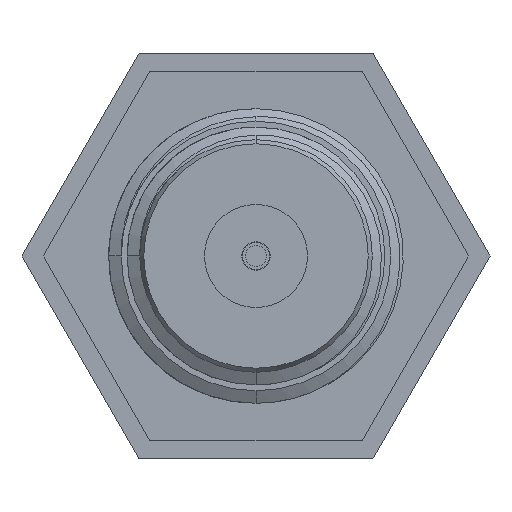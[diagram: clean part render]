
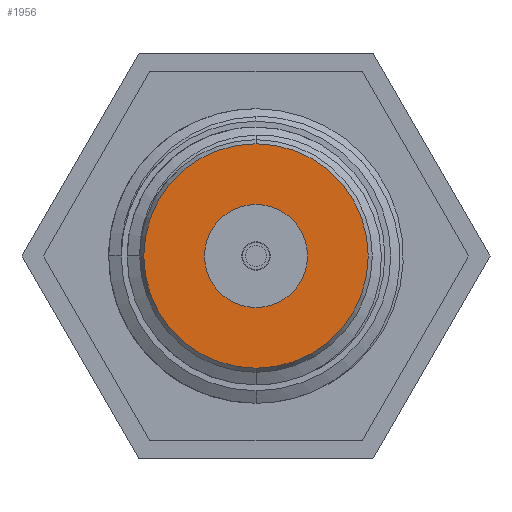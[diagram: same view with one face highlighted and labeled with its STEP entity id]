
A CAD part, left-side view. The second image highlights one B-rep face of the part: STEP entity #1956.
In plain terms, the highlighted planar face has unit normal (-1, 0, 0).
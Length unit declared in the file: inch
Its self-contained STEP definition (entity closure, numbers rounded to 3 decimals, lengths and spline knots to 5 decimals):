
#58 = EDGE_LOOP ( 'NONE', ( #1116, #4164 ) ) ;
#222 = DIRECTION ( 'NONE',  ( 0., 0., -1. ) ) ;
#304 = AXIS2_PLACEMENT_3D ( 'NONE', #4489, #1973, #2386 ) ;
#308 = DIRECTION ( 'NONE',  ( 0., 0., 1. ) ) ;
#471 = CARTESIAN_POINT ( 'NONE',  ( -0.575, 0., 0. ) ) ;
#549 = CARTESIAN_POINT ( 'NONE',  ( -0.575, 0., 0.0875 ) ) ;
#570 = EDGE_CURVE ( 'NONE', #3388, #2227, #811, .T. ) ;
#776 = ORIENTED_EDGE ( 'NONE', *, *, #1682, .F. ) ;
#811 = CIRCLE ( 'NONE', #978, 0.19052 ) ;
#978 = AXIS2_PLACEMENT_3D ( 'NONE', #1063, #2363, #308 ) ;
#1063 = CARTESIAN_POINT ( 'NONE',  ( -0.575, 0., 0. ) ) ;
#1116 = ORIENTED_EDGE ( 'NONE', *, *, #5278, .T. ) ;
#1128 = DIRECTION ( 'NONE',  ( 0., 0., 1. ) ) ;
#1213 = AXIS2_PLACEMENT_3D ( 'NONE', #3200, #4867, #1128 ) ;
#1499 = AXIS2_PLACEMENT_3D ( 'NONE', #471, #2118, #2551 ) ;
#1682 = EDGE_CURVE ( 'NONE', #2630, #3352, #3044, .T. ) ;
#1799 = FACE_OUTER_BOUND ( 'NONE', #58, .T. ) ;
#1843 = CIRCLE ( 'NONE', #1499, 0.0875 ) ;
#1956 = ADVANCED_FACE ( 'NONE', ( #4356, #1799 ), #5197, .F. ) ;
#1973 = DIRECTION ( 'NONE',  ( -1., 0., 0. ) ) ;
#2118 = DIRECTION ( 'NONE',  ( -1., 0., 0. ) ) ;
#2227 = VERTEX_POINT ( 'NONE', #4623 ) ;
#2363 = DIRECTION ( 'NONE',  ( -1., 0., 0. ) ) ;
#2386 = DIRECTION ( 'NONE',  ( 0., 0., 1. ) ) ;
#2551 = DIRECTION ( 'NONE',  ( 0., 0., 1. ) ) ;
#2630 = VERTEX_POINT ( 'NONE', #3091 ) ;
#2896 = CIRCLE ( 'NONE', #304, 0.19052 ) ;
#2993 = ORIENTED_EDGE ( 'NONE', *, *, #4595, .F. ) ;
#3044 = CIRCLE ( 'NONE', #1213, 0.0875 ) ;
#3091 = CARTESIAN_POINT ( 'NONE',  ( -0.575, 0., -0.0875 ) ) ;
#3200 = CARTESIAN_POINT ( 'NONE',  ( -0.575, 0., 0. ) ) ;
#3352 = VERTEX_POINT ( 'NONE', #549 ) ;
#3388 = VERTEX_POINT ( 'NONE', #3925 ) ;
#3925 = CARTESIAN_POINT ( 'NONE',  ( -0.575, 0., 0.19052 ) ) ;
#3953 = CARTESIAN_POINT ( 'NONE',  ( -0.575, 0.0875, 0. ) ) ;
#4162 = AXIS2_PLACEMENT_3D ( 'NONE', #3953, #4277, #222 ) ;
#4164 = ORIENTED_EDGE ( 'NONE', *, *, #570, .T. ) ;
#4277 = DIRECTION ( 'NONE',  ( 1., 0., 0. ) ) ;
#4356 = FACE_BOUND ( 'NONE', #4529, .T. ) ;
#4489 = CARTESIAN_POINT ( 'NONE',  ( -0.575, 0., 0. ) ) ;
#4529 = EDGE_LOOP ( 'NONE', ( #2993, #776 ) ) ;
#4595 = EDGE_CURVE ( 'NONE', #3352, #2630, #1843, .T. ) ;
#4623 = CARTESIAN_POINT ( 'NONE',  ( -0.575, 0., -0.19052 ) ) ;
#4867 = DIRECTION ( 'NONE',  ( -1., 0., 0. ) ) ;
#5197 = PLANE ( 'NONE',  #4162 ) ;
#5278 = EDGE_CURVE ( 'NONE', #2227, #3388, #2896, .T. ) ;
